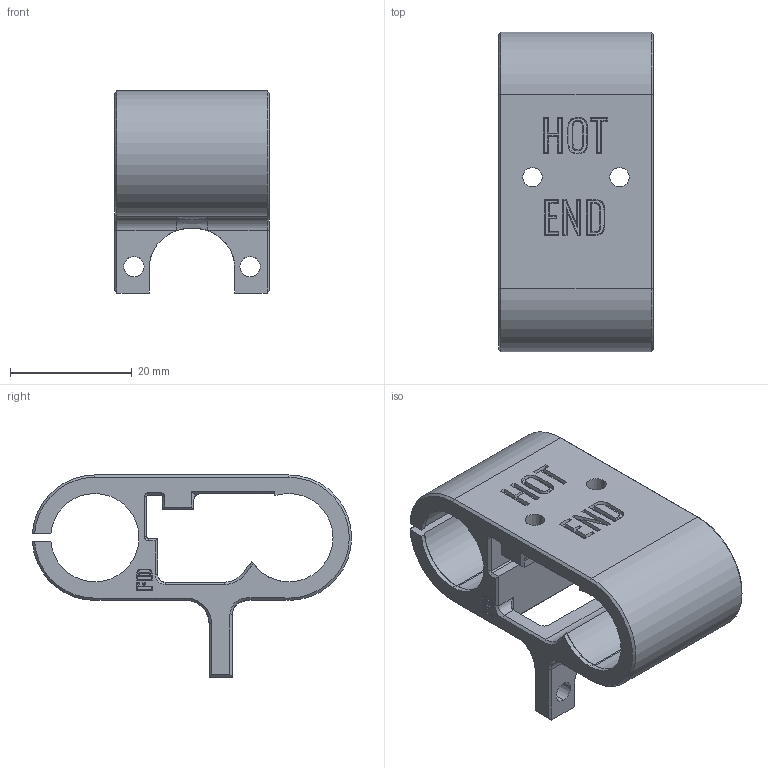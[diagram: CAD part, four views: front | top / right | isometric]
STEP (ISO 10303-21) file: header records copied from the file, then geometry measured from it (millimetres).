
FILE_DESCRIPTION (( 'STEP AP214' ), '1' );
FILE_NAME ('HotEndMount.STEP', '2022-01-12T18:10:07', ( '' ), ( '' ), 'SwSTEP 2.0', 'SolidWorks 2021', '' );
FILE_SCHEMA (( 'AUTOMOTIVE_DESIGN' ));
Length unit declared in the file: inch
Products named in the file (1): HotEndMount
Bounding box: 25.4 x 52.39 x 33.15 mm (x, y, z)
Volume: 10493 mm3; surface area: 8128 mm2
Topology: 1 solids, 1 shells, 299 faces, 770 edges, 482 vertices
Faces by surface type: plane 177, cone 51, cylinder 45, bspline 26
Entity records: 11694 total; most frequent: CARTESIAN_POINT 4637, ORIENTED_EDGE 1540, DIRECTION 1317, EDGE_CURVE 770, VECTOR 519, LINE 519, VERTEX_POINT 482, AXIS2_PLACEMENT_3D 399
